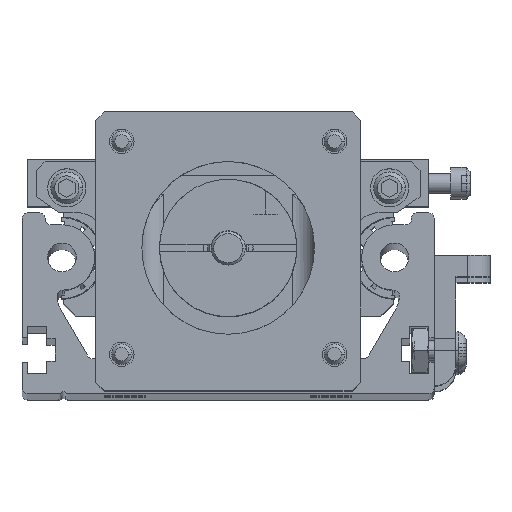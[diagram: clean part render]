
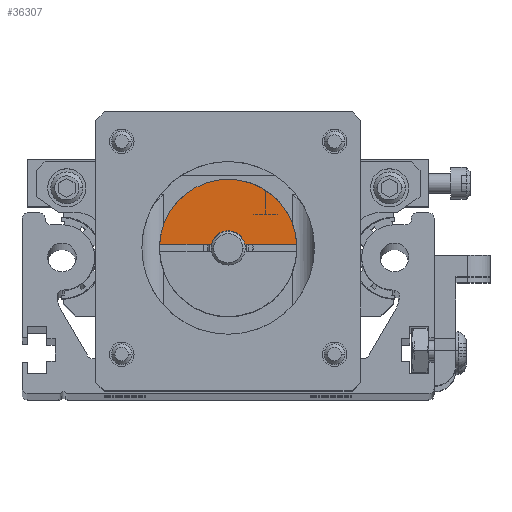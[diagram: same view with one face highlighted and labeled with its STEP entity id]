
A CAD part, top view. The second image highlights one B-rep face of the part: STEP entity #36307.
In plain terms, the highlighted planar face has unit normal (0, 0, 1).
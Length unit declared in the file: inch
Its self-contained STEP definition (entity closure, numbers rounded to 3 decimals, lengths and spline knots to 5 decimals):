
#1041 = ORIENTED_EDGE ( 'NONE', *, *, #43875, .F. ) ;
#3285 = CARTESIAN_POINT ( 'NONE',  ( 0., 0.852, 12.36736 ) ) ;
#6298 = LINE ( 'NONE', #57955, #56828 ) ;
#11629 = PLANE ( 'NONE',  #15915 ) ;
#11912 = ORIENTED_EDGE ( 'NONE', *, *, #19311, .T. ) ;
#12315 = DIRECTION ( 'NONE',  ( 0., 0., -1. ) ) ;
#12481 = LINE ( 'NONE', #3285, #26303 ) ;
#12702 = CIRCLE ( 'NONE', #53846, 0.3937 ) ;
#13014 = EDGE_CURVE ( 'NONE', #64152, #35871, #6298, .T. ) ;
#13163 = ORIENTED_EDGE ( 'NONE', *, *, #13014, .T. ) ;
#15915 = AXIS2_PLACEMENT_3D ( 'NONE', #48062, #53304, #22106 ) ;
#18455 = EDGE_LOOP ( 'NONE', ( #1041, #27949, #11912, #13163 ) ) ;
#19311 = EDGE_CURVE ( 'NONE', #28051, #64152, #56940, .T. ) ;
#22106 = DIRECTION ( 'NONE',  ( 1., 0., 0. ) ) ;
#26003 = DIRECTION ( 'NONE',  ( 0., 0., -1. ) ) ;
#26303 = VECTOR ( 'NONE', #39735, 39.37008 ) ;
#27949 = ORIENTED_EDGE ( 'NONE', *, *, #32716, .T. ) ;
#28051 = VERTEX_POINT ( 'NONE', #45432 ) ;
#32716 = EDGE_CURVE ( 'NONE', #64965, #28051, #12481, .T. ) ;
#34242 = FACE_OUTER_BOUND ( 'NONE', #18455, .T. ) ;
#35273 = AXIS2_PLACEMENT_3D ( 'NONE', #43508, #12315, #48754 ) ;
#35340 = CARTESIAN_POINT ( 'NONE',  ( 0.09637, 0.852, 12.36736 ) ) ;
#35871 = VERTEX_POINT ( 'NONE', #53811 ) ;
#36307 = ADVANCED_FACE ( 'NONE', ( #34242 ), #11629, .T. ) ;
#39735 = DIRECTION ( 'NONE',  ( 1., 0., 0. ) ) ;
#43508 = CARTESIAN_POINT ( 'NONE',  ( 0., 0.832, 12.36736 ) ) ;
#43875 = EDGE_CURVE ( 'NONE', #64965, #35871, #12702, .T. ) ;
#45432 = CARTESIAN_POINT ( 'NONE',  ( -0.09637, 0.852, 12.36736 ) ) ;
#48062 = CARTESIAN_POINT ( 'NONE',  ( 0., 0.832, 12.36736 ) ) ;
#48754 = DIRECTION ( 'NONE',  ( 1., 0., 0. ) ) ;
#53304 = DIRECTION ( 'NONE',  ( 0., 0., 1. ) ) ;
#53811 = CARTESIAN_POINT ( 'NONE',  ( 0.39319, 0.852, 12.36736 ) ) ;
#53846 = AXIS2_PLACEMENT_3D ( 'NONE', #57220, #26003, #62499 ) ;
#56828 = VECTOR ( 'NONE', #63243, 39.37008 ) ;
#56940 = CIRCLE ( 'NONE', #35273, 0.09843 ) ;
#57220 = CARTESIAN_POINT ( 'NONE',  ( 0., 0.832, 12.36736 ) ) ;
#57955 = CARTESIAN_POINT ( 'NONE',  ( 0., 0.852, 12.36736 ) ) ;
#58959 = CARTESIAN_POINT ( 'NONE',  ( -0.39319, 0.852, 12.36736 ) ) ;
#62499 = DIRECTION ( 'NONE',  ( 1., 0., 0. ) ) ;
#63243 = DIRECTION ( 'NONE',  ( 1., 0., 0. ) ) ;
#64152 = VERTEX_POINT ( 'NONE', #35340 ) ;
#64965 = VERTEX_POINT ( 'NONE', #58959 ) ;
